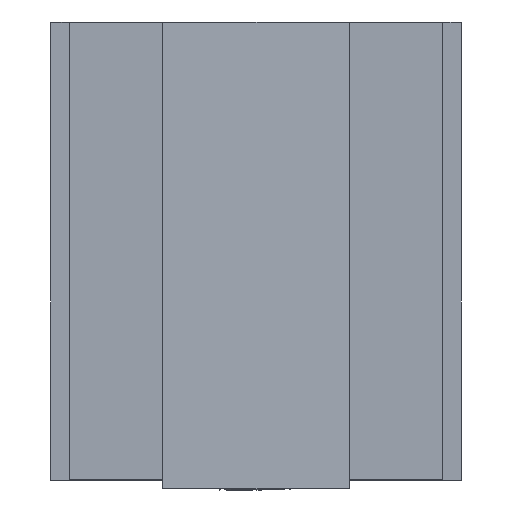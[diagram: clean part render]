
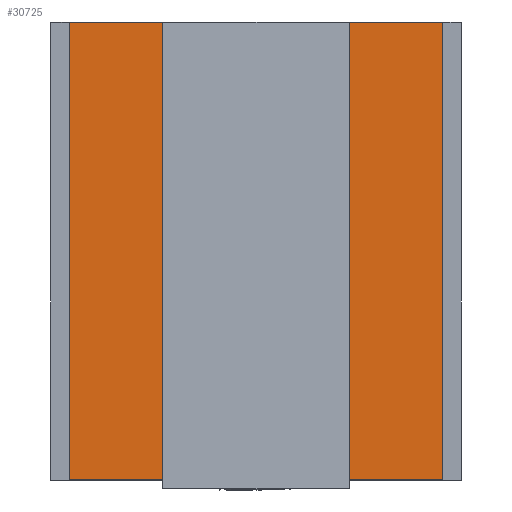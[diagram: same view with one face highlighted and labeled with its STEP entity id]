
A CAD part, front view. The second image highlights one B-rep face of the part: STEP entity #30725.
In plain terms, the highlighted planar face has unit normal (0, -1, 0).
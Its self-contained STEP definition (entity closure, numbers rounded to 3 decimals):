
#245 = VERTEX_POINT ( 'NONE', #7430 ) ;
#255 = DIRECTION ( 'NONE',  ( 0., 0., -1. ) ) ;
#702 = DIRECTION ( 'NONE',  ( 0., 1., 0. ) ) ;
#2201 = DIRECTION ( 'NONE',  ( 0., 0., 1. ) ) ;
#2355 = VERTEX_POINT ( 'NONE', #24450 ) ;
#3368 = VECTOR ( 'NONE', #255, 1000. ) ;
#3882 = ORIENTED_EDGE ( 'NONE', *, *, #4245, .F. ) ;
#4094 = VECTOR ( 'NONE', #12197, 1000. ) ;
#4245 = EDGE_CURVE ( 'NONE', #30384, #2355, #15964, .T. ) ;
#7430 = CARTESIAN_POINT ( 'NONE',  ( -49., 0., -1. ) ) ;
#8061 = VECTOR ( 'NONE', #2201, 1000. ) ;
#8700 = VECTOR ( 'NONE', #11475, 1000. ) ;
#9826 = CARTESIAN_POINT ( 'NONE',  ( 0., 0., -1. ) ) ;
#10605 = CARTESIAN_POINT ( 'NONE',  ( -49., 0., -41. ) ) ;
#10986 = VERTEX_POINT ( 'NONE', #10605 ) ;
#11475 = DIRECTION ( 'NONE',  ( -1., 0., 0. ) ) ;
#12197 = DIRECTION ( 'NONE',  ( -1., 0., 0. ) ) ;
#12748 = EDGE_CURVE ( 'NONE', #2355, #10986, #15022, .T. ) ;
#14156 = ORIENTED_EDGE ( 'NONE', *, *, #17732, .F. ) ;
#14866 = PLANE ( 'NONE',  #22753 ) ;
#14894 = ORIENTED_EDGE ( 'NONE', *, *, #20301, .T. ) ;
#15022 = LINE ( 'NONE', #25684, #8700 ) ;
#15964 = LINE ( 'NONE', #16705, #3368 ) ;
#16695 = LINE ( 'NONE', #9826, #4094 ) ;
#16705 = CARTESIAN_POINT ( 'NONE',  ( 0., 0., -42. ) ) ;
#17243 = DIRECTION ( 'NONE',  ( 0., 0., 1. ) ) ;
#17732 = EDGE_CURVE ( 'NONE', #10986, #245, #27713, .T. ) ;
#20301 = EDGE_CURVE ( 'NONE', #30384, #245, #16695, .T. ) ;
#20618 = EDGE_LOOP ( 'NONE', ( #14156, #21684, #3882, #14894 ) ) ;
#21684 = ORIENTED_EDGE ( 'NONE', *, *, #12748, .F. ) ;
#22753 = AXIS2_PLACEMENT_3D ( 'NONE', #24294, #702, #17243 ) ;
#23476 = FACE_OUTER_BOUND ( 'NONE', #20618, .T. ) ;
#24294 = CARTESIAN_POINT ( 'NONE',  ( 0., 0., 0. ) ) ;
#24450 = CARTESIAN_POINT ( 'NONE',  ( 0., 0., -41. ) ) ;
#25465 = CARTESIAN_POINT ( 'NONE',  ( 0., 0., -1. ) ) ;
#25684 = CARTESIAN_POINT ( 'NONE',  ( 0.001, 0., -41. ) ) ;
#27713 = LINE ( 'NONE', #30552, #8061 ) ;
#30384 = VERTEX_POINT ( 'NONE', #25465 ) ;
#30552 = CARTESIAN_POINT ( 'NONE',  ( -49., 0., -42. ) ) ;
#30725 = ADVANCED_FACE ( 'NONE', ( #23476 ), #14866, .F. ) ;
